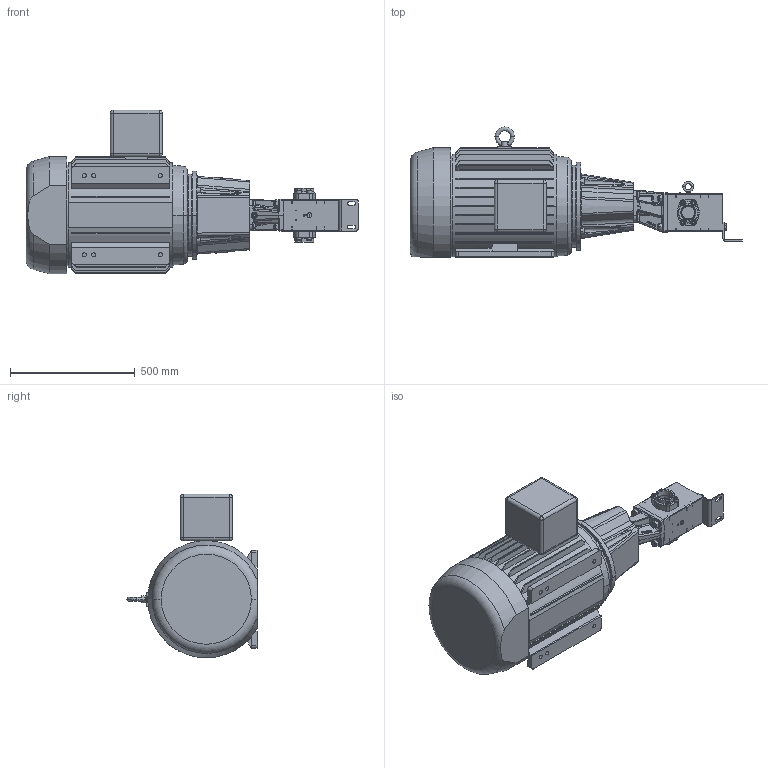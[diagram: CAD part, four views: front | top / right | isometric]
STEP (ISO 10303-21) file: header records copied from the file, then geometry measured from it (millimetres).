
FILE_DESCRIPTION (( 'STEP AP214' ), '1' );
FILE_NAME ('GPV-1026-059-U.STEP', '2019-05-23T18:09:21', ( '' ), ( '' ), 'SwSTEP 2.0', 'SolidWorks 2018', '' );
FILE_SCHEMA (( 'AUTOMOTIVE_DESIGN' ));
Length unit declared in the file: inch
Products named in the file (1): GPV-1026-059-U
Bounding box: 1331.14 x 521.28 x 656.08 mm (x, y, z)
Volume: 82240455 mm3; surface area: 3831350.4 mm2
Topology: 25 solids, 26 shells, 3319 faces, 8124 edges, 5010 vertices
Faces by surface type: plane 1206, cylinder 856, bspline 617, cone 504, torus 96, sphere 40
Entity records: 177781 total; most frequent: CARTESIAN_POINT 61289, ORIENTED_EDGE 16168, DIRECTION 13815, EDGE_CURVE 8084, AXIS2_PLACEMENT_3D 5147, VERTEX_POINT 5010, EDGE_LOOP 3602, LINE 3521
